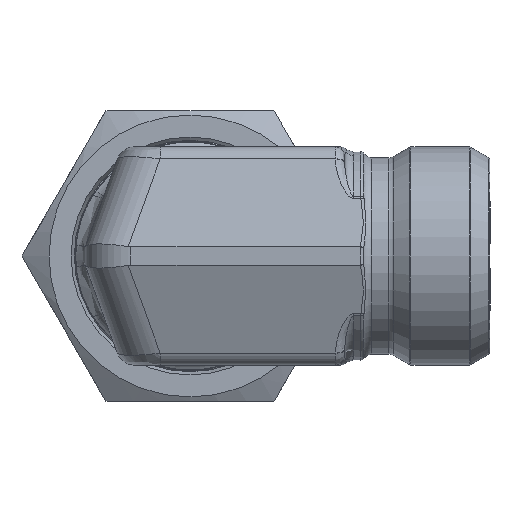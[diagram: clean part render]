
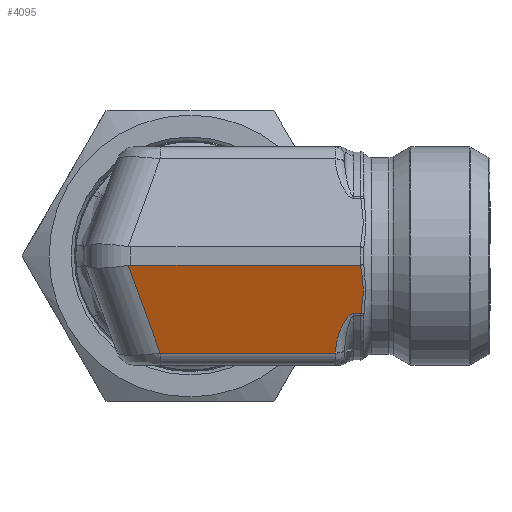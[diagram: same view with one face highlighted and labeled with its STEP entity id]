
A CAD part, left-side view. The second image highlights one B-rep face of the part: STEP entity #4095.
In plain terms, the highlighted planar face has unit normal (-0.94, 0, -0.342).
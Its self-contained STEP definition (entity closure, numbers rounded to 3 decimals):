
#277=LINE('',#7636,#471);
#282=LINE('',#7672,#476);
#283=LINE('',#7683,#477);
#284=LINE('',#7685,#478);
#285=LINE('',#7687,#479);
#471=VECTOR('',#5758,1.);
#476=VECTOR('',#5769,1.);
#477=VECTOR('',#5772,1.);
#478=VECTOR('',#5773,1.);
#479=VECTOR('',#5774,1.);
#639=FACE_OUTER_BOUND('',#1338,.T.);
#972=PLANE('',#5117);
#1338=EDGE_LOOP('',(#1935,#1936,#1937,#1938,#1939,#1940,#1941,#1942));
#1935=ORIENTED_EDGE('',*,*,#3303,.T.);
#1936=ORIENTED_EDGE('',*,*,#3304,.T.);
#1937=ORIENTED_EDGE('',*,*,#3294,.F.);
#1938=ORIENTED_EDGE('',*,*,#3305,.T.);
#1939=ORIENTED_EDGE('',*,*,#3306,.T.);
#1940=ORIENTED_EDGE('',*,*,#3307,.T.);
#1941=ORIENTED_EDGE('',*,*,#3308,.T.);
#1942=ORIENTED_EDGE('',*,*,#3309,.T.);
#3294=EDGE_CURVE('',#4786,#4787,#277,.T.);
#3303=EDGE_CURVE('',#4794,#4795,#282,.T.);
#3304=EDGE_CURVE('',#4795,#4787,#3875,.T.);
#3305=EDGE_CURVE('',#4786,#4796,#4400,.T.);
#3306=EDGE_CURVE('',#4796,#4797,#283,.T.);
#3307=EDGE_CURVE('',#4797,#4798,#284,.T.);
#3308=EDGE_CURVE('',#4798,#4799,#285,.T.);
#3309=EDGE_CURVE('',#4799,#4794,#3876,.T.);
#3875=B_SPLINE_CURVE_WITH_KNOTS('',3,(#7675,#7676,#7677,#7678,#7679,#7680),
 .UNSPECIFIED.,.F.,.F.,(4,2,4),(0.,0.5,1.),.UNSPECIFIED.);
#3876=B_SPLINE_CURVE_WITH_KNOTS('',3,(#7689,#7690,#7691,#7692,#7693,#7694,
#7695,#7696,#7697,#7698),.UNSPECIFIED.,.F.,.F.,(4,2,2,2,4),(0.,0.5,0.75,
0.875,1.),.UNSPECIFIED.);
#4095=ADVANCED_FACE('',(#639),#972,.T.);
#4400=ELLIPSE('',#5116,14.619,5.);
#4786=VERTEX_POINT('',#7635);
#4787=VERTEX_POINT('',#7637);
#4794=VERTEX_POINT('',#7673);
#4795=VERTEX_POINT('',#7674);
#4796=VERTEX_POINT('',#7682);
#4797=VERTEX_POINT('',#7684);
#4798=VERTEX_POINT('',#7686);
#4799=VERTEX_POINT('',#7688);
#5116=AXIS2_PLACEMENT_3D('',#7681,#5770,#5771);
#5117=AXIS2_PLACEMENT_3D('',#7699,#5775,#5776);
#5758=DIRECTION('',(0.,-1.,0.));
#5769=DIRECTION('',(0.,-1.,0.));
#5770=DIRECTION('',(-0.94,0.,-0.342));
#5771=DIRECTION('',(0.342,0.,-0.94));
#5772=DIRECTION('',(0.324,-0.324,-0.889));
#5773=DIRECTION('',(0.,-1.,0.));
#5774=DIRECTION('',(-0.342,0.,0.94));
#5775=DIRECTION('',(-0.94,0.,-0.342));
#5776=DIRECTION('',(-0.342,0.,0.94));
#7635=CARTESIAN_POINT('',(-11.5,6.5,-1.));
#7636=CARTESIAN_POINT('',(-11.5,-2.75,-1.));
#7637=CARTESIAN_POINT('',(-11.5,-18.756,-1.));
#7672=CARTESIAN_POINT('',(-9.555,-2.75,-6.345));
#7673=CARTESIAN_POINT('',(-9.555,-18.,-6.345));
#7674=CARTESIAN_POINT('',(-9.555,-18.799,-6.345));
#7675=CARTESIAN_POINT('',(-9.555,-18.799,-6.345));
#7676=CARTESIAN_POINT('',(-9.877,-18.936,-5.458));
#7677=CARTESIAN_POINT('',(-10.2,-19.09,-4.571));
#7678=CARTESIAN_POINT('',(-10.855,-19.059,-2.772));
#7679=CARTESIAN_POINT('',(-11.177,-18.887,-1.888));
#7680=CARTESIAN_POINT('',(-11.5,-18.756,-1.));
#7681=CARTESIAN_POINT('',(-6.5,6.5,-14.737));
#7682=CARTESIAN_POINT('',(-11.491,6.793,-1.024));
#7683=CARTESIAN_POINT('',(-10.5,5.801,-3.748));
#7684=CARTESIAN_POINT('',(-7.975,3.277,-10.684));
#7685=CARTESIAN_POINT('',(-7.975,-2.75,-10.684));
#7686=CARTESIAN_POINT('',(-7.975,-16.,-10.684));
#7687=CARTESIAN_POINT('',(-11.5,-16.,-1.));
#7688=CARTESIAN_POINT('',(-7.98,-16.,-10.671));
#7689=CARTESIAN_POINT('',(-7.98,-16.,-10.671));
#7690=CARTESIAN_POINT('',(-8.282,-16.,-9.841));
#7691=CARTESIAN_POINT('',(-8.58,-16.187,-9.022));
#7692=CARTESIAN_POINT('',(-9.001,-16.635,-7.866));
#7693=CARTESIAN_POINT('',(-9.138,-16.811,-7.49));
#7694=CARTESIAN_POINT('',(-9.332,-17.152,-6.956));
#7695=CARTESIAN_POINT('',(-9.395,-17.277,-6.784));
#7696=CARTESIAN_POINT('',(-9.504,-17.581,-6.484));
#7697=CARTESIAN_POINT('',(-9.555,-17.774,-6.345));
#7698=CARTESIAN_POINT('',(-9.555,-18.,-6.345));
#7699=CARTESIAN_POINT('',(-11.5,-2.75,-1.));
